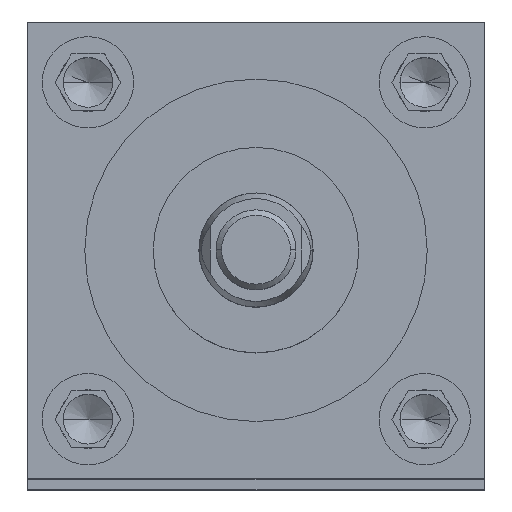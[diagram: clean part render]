
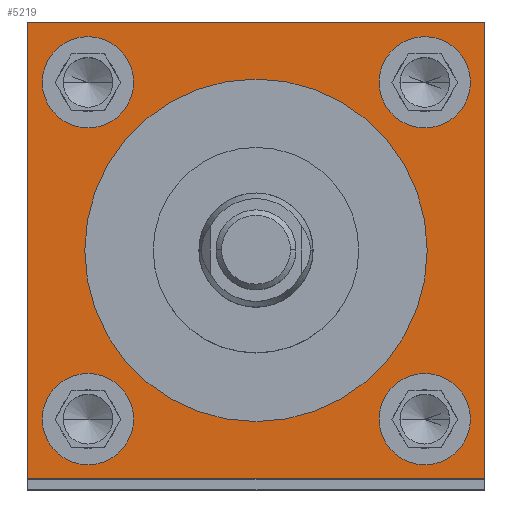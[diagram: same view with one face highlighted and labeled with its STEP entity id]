
A CAD part, top view. The second image highlights one B-rep face of the part: STEP entity #5219.
In plain terms, the highlighted planar face has unit normal (0, 0, 1).
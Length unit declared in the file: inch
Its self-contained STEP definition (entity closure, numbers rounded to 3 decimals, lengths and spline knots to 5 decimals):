
#77 = EDGE_LOOP ( 'NONE', ( #602, #1639 ) ) ;
#96 = EDGE_CURVE ( 'NONE', #1480, #664, #5704, .T. ) ;
#128 = LINE ( 'NONE', #164, #1792 ) ;
#152 = AXIS2_PLACEMENT_3D ( 'NONE', #1674, #2108, #3832 ) ;
#164 = CARTESIAN_POINT ( 'NONE',  ( 1.25, -1.25, 35.625 ) ) ;
#175 = DIRECTION ( 'NONE',  ( 0., 0., 1. ) ) ;
#191 = DIRECTION ( 'NONE',  ( -1., 0., 0. ) ) ;
#241 = CIRCLE ( 'NONE', #3961, 0.25 ) ;
#289 = ORIENTED_EDGE ( 'NONE', *, *, #3467, .F. ) ;
#306 = DIRECTION ( 'NONE',  ( 1., 0., 0. ) ) ;
#333 = AXIS2_PLACEMENT_3D ( 'NONE', #4156, #897, #1996 ) ;
#389 = DIRECTION ( 'NONE',  ( 1., 0., 0. ) ) ;
#447 = CARTESIAN_POINT ( 'NONE',  ( -1.25, -1.25, 35.625 ) ) ;
#494 = DIRECTION ( 'NONE',  ( 1., 0., 0. ) ) ;
#514 = VECTOR ( 'NONE', #191, 39.37008 ) ;
#542 = CIRCLE ( 'NONE', #978, 0.25 ) ;
#602 = ORIENTED_EDGE ( 'NONE', *, *, #4556, .F. ) ;
#616 = FACE_OUTER_BOUND ( 'NONE', #886, .T. ) ;
#643 = ORIENTED_EDGE ( 'NONE', *, *, #5736, .T. ) ;
#664 = VERTEX_POINT ( 'NONE', #733 ) ;
#677 = AXIS2_PLACEMENT_3D ( 'NONE', #1426, #2596, #5240 ) ;
#733 = CARTESIAN_POINT ( 'NONE',  ( 1.174, -0.924, 35.625 ) ) ;
#771 = CARTESIAN_POINT ( 'NONE',  ( -0.92, 0.92, 35.625 ) ) ;
#836 = DIRECTION ( 'NONE',  ( 1., 0., 0. ) ) ;
#844 = DIRECTION ( 'NONE',  ( 0., 0., 1. ) ) ;
#864 = ORIENTED_EDGE ( 'NONE', *, *, #96, .F. ) ;
#886 = EDGE_LOOP ( 'NONE', ( #3469, #3178, #6407, #643 ) ) ;
#897 = DIRECTION ( 'NONE',  ( 0., 0., 1. ) ) ;
#978 = AXIS2_PLACEMENT_3D ( 'NONE', #3068, #980, #494 ) ;
#980 = DIRECTION ( 'NONE',  ( 0., 0., 1. ) ) ;
#1184 = VERTEX_POINT ( 'NONE', #4735 ) ;
#1206 = CARTESIAN_POINT ( 'NONE',  ( -1.17, -0.924, 35.625 ) ) ;
#1269 = LINE ( 'NONE', #1729, #514 ) ;
#1418 = EDGE_LOOP ( 'NONE', ( #2674, #2900 ) ) ;
#1426 = CARTESIAN_POINT ( 'NONE',  ( 0.924, 0.92, 35.625 ) ) ;
#1441 = CIRCLE ( 'NONE', #677, 0.25 ) ;
#1444 = CARTESIAN_POINT ( 'NONE',  ( 0.9375, 0., 35.625 ) ) ;
#1445 = CIRCLE ( 'NONE', #333, 0.25 ) ;
#1480 = VERTEX_POINT ( 'NONE', #6183 ) ;
#1550 = EDGE_CURVE ( 'NONE', #4276, #6627, #4978, .T. ) ;
#1551 = CARTESIAN_POINT ( 'NONE',  ( 1.25, -1.25, 35.625 ) ) ;
#1610 = CIRCLE ( 'NONE', #2519, 0.25 ) ;
#1639 = ORIENTED_EDGE ( 'NONE', *, *, #3280, .F. ) ;
#1646 = CARTESIAN_POINT ( 'NONE',  ( 1.174, 0.92, 35.625 ) ) ;
#1674 = CARTESIAN_POINT ( 'NONE',  ( 0.924, -0.924, 35.625 ) ) ;
#1729 = CARTESIAN_POINT ( 'NONE',  ( -1.25, 1.25, 35.625 ) ) ;
#1792 = VECTOR ( 'NONE', #6193, 39.37008 ) ;
#1802 = AXIS2_PLACEMENT_3D ( 'NONE', #2799, #4942, #2311 ) ;
#1833 = CARTESIAN_POINT ( 'NONE',  ( 1.25, 1.25, 35.625 ) ) ;
#1947 = LINE ( 'NONE', #5160, #2372 ) ;
#1960 = ORIENTED_EDGE ( 'NONE', *, *, #2936, .F. ) ;
#1996 = DIRECTION ( 'NONE',  ( 1., 0., 0. ) ) ;
#2108 = DIRECTION ( 'NONE',  ( 0., 0., 1. ) ) ;
#2136 = VERTEX_POINT ( 'NONE', #3061 ) ;
#2154 = VERTEX_POINT ( 'NONE', #1833 ) ;
#2311 = DIRECTION ( 'NONE',  ( 1., 0., 0. ) ) ;
#2372 = VECTOR ( 'NONE', #3076, 39.37008 ) ;
#2383 = FACE_BOUND ( 'NONE', #2510, .T. ) ;
#2430 = VERTEX_POINT ( 'NONE', #1646 ) ;
#2442 = DIRECTION ( 'NONE',  ( 1., 0., 0. ) ) ;
#2462 = LINE ( 'NONE', #447, #4526 ) ;
#2510 = EDGE_LOOP ( 'NONE', ( #4540, #864 ) ) ;
#2519 = AXIS2_PLACEMENT_3D ( 'NONE', #771, #175, #3527 ) ;
#2596 = DIRECTION ( 'NONE',  ( 0., 0., 1. ) ) ;
#2647 = AXIS2_PLACEMENT_3D ( 'NONE', #5085, #844, #2442 ) ;
#2655 = AXIS2_PLACEMENT_3D ( 'NONE', #5255, #5717, #389 ) ;
#2674 = ORIENTED_EDGE ( 'NONE', *, *, #5902, .F. ) ;
#2799 = CARTESIAN_POINT ( 'NONE',  ( -0.92, -0.924, 35.625 ) ) ;
#2802 = FACE_BOUND ( 'NONE', #1418, .T. ) ;
#2900 = ORIENTED_EDGE ( 'NONE', *, *, #6346, .F. ) ;
#2936 = EDGE_CURVE ( 'NONE', #6627, #4276, #241, .T. ) ;
#2956 = VERTEX_POINT ( 'NONE', #1551 ) ;
#2996 = VERTEX_POINT ( 'NONE', #3139 ) ;
#3061 = CARTESIAN_POINT ( 'NONE',  ( -0.9375, 0., 35.625 ) ) ;
#3068 = CARTESIAN_POINT ( 'NONE',  ( -0.92, 0.92, 35.625 ) ) ;
#3076 = DIRECTION ( 'NONE',  ( 0., -1., 0. ) ) ;
#3139 = CARTESIAN_POINT ( 'NONE',  ( -0.67, 0.92, 35.625 ) ) ;
#3178 = ORIENTED_EDGE ( 'NONE', *, *, #4594, .T. ) ;
#3265 = ORIENTED_EDGE ( 'NONE', *, *, #1550, .F. ) ;
#3280 = EDGE_CURVE ( 'NONE', #1184, #2430, #6396, .T. ) ;
#3363 = FACE_BOUND ( 'NONE', #6579, .T. ) ;
#3467 = EDGE_CURVE ( 'NONE', #2996, #6248, #542, .T. ) ;
#3469 = ORIENTED_EDGE ( 'NONE', *, *, #5382, .T. ) ;
#3479 = DIRECTION ( 'NONE',  ( 1., 0., 0. ) ) ;
#3527 = DIRECTION ( 'NONE',  ( 1., 0., 0. ) ) ;
#3528 = CARTESIAN_POINT ( 'NONE',  ( 0., 0., 35.625 ) ) ;
#3725 = EDGE_CURVE ( 'NONE', #6248, #2996, #1610, .T. ) ;
#3747 = CARTESIAN_POINT ( 'NONE',  ( -1.25, 1.25, 35.625 ) ) ;
#3832 = DIRECTION ( 'NONE',  ( 1., 0., 0. ) ) ;
#3834 = CARTESIAN_POINT ( 'NONE',  ( -1.25, -1.25, 35.625 ) ) ;
#3961 = AXIS2_PLACEMENT_3D ( 'NONE', #6855, #3970, #3479 ) ;
#3970 = DIRECTION ( 'NONE',  ( 0., 0., 1. ) ) ;
#3972 = CARTESIAN_POINT ( 'NONE',  ( -1.25, 1.25, 35.625 ) ) ;
#3988 = CARTESIAN_POINT ( 'NONE',  ( -1.17, 0.92, 35.625 ) ) ;
#4156 = CARTESIAN_POINT ( 'NONE',  ( 0.924, -0.924, 35.625 ) ) ;
#4157 = CARTESIAN_POINT ( 'NONE',  ( -0.67, -0.924, 35.625 ) ) ;
#4276 = VERTEX_POINT ( 'NONE', #4157 ) ;
#4526 = VECTOR ( 'NONE', #306, 39.37008 ) ;
#4531 = AXIS2_PLACEMENT_3D ( 'NONE', #3972, #4554, #6036 ) ;
#4540 = ORIENTED_EDGE ( 'NONE', *, *, #4999, .F. ) ;
#4554 = DIRECTION ( 'NONE',  ( 0., 0., -1. ) ) ;
#4556 = EDGE_CURVE ( 'NONE', #2430, #1184, #1441, .T. ) ;
#4594 = EDGE_CURVE ( 'NONE', #4759, #2956, #2462, .T. ) ;
#4645 = EDGE_LOOP ( 'NONE', ( #289, #6609 ) ) ;
#4718 = CIRCLE ( 'NONE', #2655, 0.9375 ) ;
#4735 = CARTESIAN_POINT ( 'NONE',  ( 0.674, 0.92, 35.625 ) ) ;
#4759 = VERTEX_POINT ( 'NONE', #3834 ) ;
#4917 = EDGE_CURVE ( 'NONE', #2956, #2154, #128, .T. ) ;
#4942 = DIRECTION ( 'NONE',  ( 0., 0., 1. ) ) ;
#4978 = CIRCLE ( 'NONE', #1802, 0.25 ) ;
#4999 = EDGE_CURVE ( 'NONE', #664, #1480, #1445, .T. ) ;
#5019 = PLANE ( 'NONE',  #4531 ) ;
#5073 = CIRCLE ( 'NONE', #6298, 0.9375 ) ;
#5085 = CARTESIAN_POINT ( 'NONE',  ( 0.924, 0.92, 35.625 ) ) ;
#5160 = CARTESIAN_POINT ( 'NONE',  ( -1.25, -1.25, 35.625 ) ) ;
#5219 = ADVANCED_FACE ( 'NONE', ( #2383, #6186, #3363, #5485, #2802, #616 ), #5019, .F. ) ;
#5240 = DIRECTION ( 'NONE',  ( 1., 0., 0. ) ) ;
#5255 = CARTESIAN_POINT ( 'NONE',  ( 0., 0., 35.625 ) ) ;
#5382 = EDGE_CURVE ( 'NONE', #5631, #4759, #1947, .T. ) ;
#5438 = VERTEX_POINT ( 'NONE', #1444 ) ;
#5485 = FACE_BOUND ( 'NONE', #4645, .T. ) ;
#5631 = VERTEX_POINT ( 'NONE', #3747 ) ;
#5704 = CIRCLE ( 'NONE', #152, 0.25 ) ;
#5707 = DIRECTION ( 'NONE',  ( 0., 0., 1. ) ) ;
#5717 = DIRECTION ( 'NONE',  ( 0., 0., 1. ) ) ;
#5736 = EDGE_CURVE ( 'NONE', #2154, #5631, #1269, .T. ) ;
#5902 = EDGE_CURVE ( 'NONE', #5438, #2136, #4718, .T. ) ;
#6036 = DIRECTION ( 'NONE',  ( -1., 0., 0. ) ) ;
#6183 = CARTESIAN_POINT ( 'NONE',  ( 0.674, -0.924, 35.625 ) ) ;
#6186 = FACE_BOUND ( 'NONE', #77, .T. ) ;
#6193 = DIRECTION ( 'NONE',  ( 0., 1., 0. ) ) ;
#6248 = VERTEX_POINT ( 'NONE', #3988 ) ;
#6298 = AXIS2_PLACEMENT_3D ( 'NONE', #3528, #5707, #836 ) ;
#6346 = EDGE_CURVE ( 'NONE', #2136, #5438, #5073, .T. ) ;
#6396 = CIRCLE ( 'NONE', #2647, 0.25 ) ;
#6407 = ORIENTED_EDGE ( 'NONE', *, *, #4917, .T. ) ;
#6579 = EDGE_LOOP ( 'NONE', ( #3265, #1960 ) ) ;
#6609 = ORIENTED_EDGE ( 'NONE', *, *, #3725, .F. ) ;
#6627 = VERTEX_POINT ( 'NONE', #1206 ) ;
#6855 = CARTESIAN_POINT ( 'NONE',  ( -0.92, -0.924, 35.625 ) ) ;
